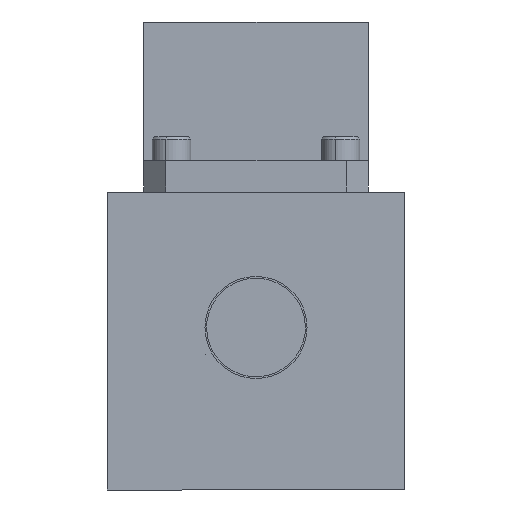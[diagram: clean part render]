
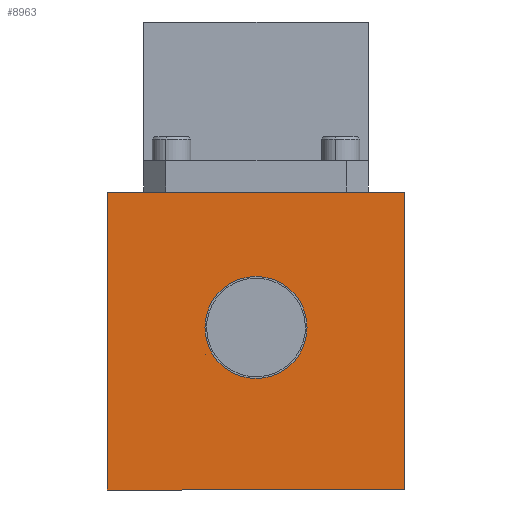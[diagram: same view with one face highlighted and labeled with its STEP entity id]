
A CAD part, front view. The second image highlights one B-rep face of the part: STEP entity #8963.
In plain terms, the highlighted planar face has unit normal (0, -1, 0).
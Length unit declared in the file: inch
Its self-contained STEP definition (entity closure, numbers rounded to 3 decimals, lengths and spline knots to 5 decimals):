
#30 = DIRECTION ( 'NONE',  ( -1., 0., 0. ) ) ;
#33 = EDGE_CURVE ( 'NONE', #7775, #11329, #6116, .T. ) ;
#35 = VECTOR ( 'NONE', #5806, 39.37008 ) ;
#324 = CIRCLE ( 'NONE', #9289, 0.3 ) ;
#517 = ORIENTED_EDGE ( 'NONE', *, *, #10734, .T. ) ;
#886 = ORIENTED_EDGE ( 'NONE', *, *, #11451, .F. ) ;
#1377 = CARTESIAN_POINT ( 'NONE',  ( 0.875, -0.815, 0. ) ) ;
#1407 = EDGE_CURVE ( 'NONE', #7775, #5244, #6494, .T. ) ;
#1572 = PLANE ( 'NONE',  #7701 ) ;
#1904 = VERTEX_POINT ( 'NONE', #2738 ) ;
#1973 = VERTEX_POINT ( 'NONE', #1377 ) ;
#2222 = CARTESIAN_POINT ( 'NONE',  ( -0.875, -0.815, 0. ) ) ;
#2366 = ORIENTED_EDGE ( 'NONE', *, *, #33, .F. ) ;
#2387 = CARTESIAN_POINT ( 'NONE',  ( -0.63348, -0.815, -0.36574 ) ) ;
#2736 = ORIENTED_EDGE ( 'NONE', *, *, #6664, .F. ) ;
#2738 = CARTESIAN_POINT ( 'NONE',  ( 0., -0.815, -0.495 ) ) ;
#2832 = CARTESIAN_POINT ( 'NONE',  ( -0.875, -0.815, -1.75 ) ) ;
#3087 = DIRECTION ( 'NONE',  ( 0., 0., 1. ) ) ;
#3202 = CIRCLE ( 'NONE', #10197, 0.3 ) ;
#3288 = CARTESIAN_POINT ( 'NONE',  ( 0.1919, -0.815, -0.11083 ) ) ;
#3482 = FACE_BOUND ( 'NONE', #11591, .T. ) ;
#3556 = CARTESIAN_POINT ( 'NONE',  ( 0., -0.815, -1.75 ) ) ;
#4169 = CARTESIAN_POINT ( 'NONE',  ( 0., -0.815, 0. ) ) ;
#4181 = DIRECTION ( 'NONE',  ( -0.5, 0., 0.866 ) ) ;
#4319 = ORIENTED_EDGE ( 'NONE', *, *, #4435, .F. ) ;
#4376 = CARTESIAN_POINT ( 'NONE',  ( 0., -0.815, -0.795 ) ) ;
#4386 = CARTESIAN_POINT ( 'NONE',  ( 0.875, -0.815, -1.75 ) ) ;
#4435 = EDGE_CURVE ( 'NONE', #7061, #7118, #10453, .T. ) ;
#4503 = VECTOR ( 'NONE', #3087, 39.37008 ) ;
#4705 = LINE ( 'NONE', #8524, #35 ) ;
#5226 = DIRECTION ( 'NONE',  ( 0., 1., 0. ) ) ;
#5244 = VERTEX_POINT ( 'NONE', #5384 ) ;
#5280 = VECTOR ( 'NONE', #9702, 39.37008 ) ;
#5325 = LINE ( 'NONE', #3288, #12236 ) ;
#5339 = DIRECTION ( 'NONE',  ( 0., 0., 1. ) ) ;
#5366 = ORIENTED_EDGE ( 'NONE', *, *, #5624, .F. ) ;
#5384 = CARTESIAN_POINT ( 'NONE',  ( -0.2945, -0.815, -0.953 ) ) ;
#5624 = EDGE_CURVE ( 'NONE', #7118, #10093, #7022, .T. ) ;
#5806 = DIRECTION ( 'NONE',  ( 0., 0., -1. ) ) ;
#5865 = LINE ( 'NONE', #4169, #5280 ) ;
#5999 = VERTEX_POINT ( 'NONE', #6937 ) ;
#6078 = ORIENTED_EDGE ( 'NONE', *, *, #8858, .F. ) ;
#6116 = LINE ( 'NONE', #2387, #7000 ) ;
#6283 = CARTESIAN_POINT ( 'NONE',  ( 0., -0.815, 0. ) ) ;
#6329 = DIRECTION ( 'NONE',  ( 0.5, 0., 0.866 ) ) ;
#6494 = LINE ( 'NONE', #11334, #10416 ) ;
#6664 = EDGE_CURVE ( 'NONE', #1904, #5999, #324, .T. ) ;
#6937 = CARTESIAN_POINT ( 'NONE',  ( 0., -0.815, -1.095 ) ) ;
#7000 = VECTOR ( 'NONE', #4181, 39.37008 ) ;
#7022 = LINE ( 'NONE', #2222, #4503 ) ;
#7061 = VERTEX_POINT ( 'NONE', #4386 ) ;
#7118 = VERTEX_POINT ( 'NONE', #2832 ) ;
#7700 = ORIENTED_EDGE ( 'NONE', *, *, #1407, .T. ) ;
#7701 = AXIS2_PLACEMENT_3D ( 'NONE', #6283, #5226, #5339 ) ;
#7775 = VERTEX_POINT ( 'NONE', #11942 ) ;
#7994 = DIRECTION ( 'NONE',  ( 0., -1., 0. ) ) ;
#8196 = DIRECTION ( 'NONE',  ( 0., 0., -1. ) ) ;
#8282 = ORIENTED_EDGE ( 'NONE', *, *, #11194, .F. ) ;
#8335 = CARTESIAN_POINT ( 'NONE',  ( 0., -0.815, -0.795 ) ) ;
#8524 = CARTESIAN_POINT ( 'NONE',  ( 0.875, -0.815, 0. ) ) ;
#8858 = EDGE_CURVE ( 'NONE', #10093, #1973, #5865, .T. ) ;
#8963 = ADVANCED_FACE ( 'NONE', ( #12124, #10009, #3482 ), #1572, .F. ) ;
#9289 = AXIS2_PLACEMENT_3D ( 'NONE', #8335, #7994, #11293 ) ;
#9508 = EDGE_LOOP ( 'NONE', ( #886, #2736 ) ) ;
#9702 = DIRECTION ( 'NONE',  ( 1., 0., 0. ) ) ;
#9789 = VECTOR ( 'NONE', #30, 39.37008 ) ;
#10009 = FACE_OUTER_BOUND ( 'NONE', #12154, .T. ) ;
#10093 = VERTEX_POINT ( 'NONE', #11331 ) ;
#10197 = AXIS2_PLACEMENT_3D ( 'NONE', #4376, #11024, #8196 ) ;
#10416 = VECTOR ( 'NONE', #11273, 39.37008 ) ;
#10453 = LINE ( 'NONE', #3556, #9789 ) ;
#10591 = CARTESIAN_POINT ( 'NONE',  ( -0.29446, -0.815, -0.95293 ) ) ;
#10734 = EDGE_CURVE ( 'NONE', #5244, #11329, #5325, .T. ) ;
#11024 = DIRECTION ( 'NONE',  ( 0., -1., 0. ) ) ;
#11194 = EDGE_CURVE ( 'NONE', #1973, #7061, #4705, .T. ) ;
#11273 = DIRECTION ( 'NONE',  ( -1., 0., 0. ) ) ;
#11293 = DIRECTION ( 'NONE',  ( 0., 0., -1. ) ) ;
#11329 = VERTEX_POINT ( 'NONE', #10591 ) ;
#11331 = CARTESIAN_POINT ( 'NONE',  ( -0.875, -0.815, 0. ) ) ;
#11334 = CARTESIAN_POINT ( 'NONE',  ( 0., -0.815, -0.953 ) ) ;
#11451 = EDGE_CURVE ( 'NONE', #5999, #1904, #3202, .T. ) ;
#11591 = EDGE_LOOP ( 'NONE', ( #7700, #517, #2366 ) ) ;
#11942 = CARTESIAN_POINT ( 'NONE',  ( -0.29442, -0.815, -0.953 ) ) ;
#12124 = FACE_BOUND ( 'NONE', #9508, .T. ) ;
#12154 = EDGE_LOOP ( 'NONE', ( #4319, #8282, #6078, #5366 ) ) ;
#12236 = VECTOR ( 'NONE', #6329, 39.37008 ) ;
